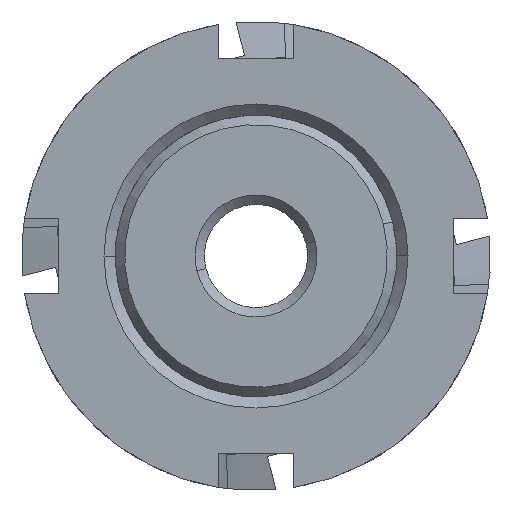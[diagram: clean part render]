
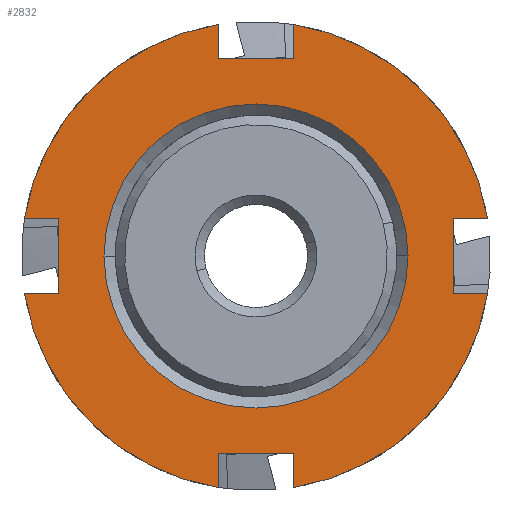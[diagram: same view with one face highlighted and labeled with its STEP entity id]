
A CAD part, front view. The second image highlights one B-rep face of the part: STEP entity #2832.
In plain terms, the highlighted planar face has unit normal (0, -1, 0).
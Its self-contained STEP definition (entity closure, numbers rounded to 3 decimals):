
#22 = VECTOR ( 'NONE', #441, 1000. ) ;
#41 = LINE ( 'NONE', #191, #1169 ) ;
#42 = EDGE_CURVE ( 'NONE', #3340, #1692, #1663, .T. ) ;
#64 = ORIENTED_EDGE ( 'NONE', *, *, #2083, .F. ) ;
#78 = DIRECTION ( 'NONE',  ( 0., 1., 0. ) ) ;
#90 = DIRECTION ( 'NONE',  ( -1., 0., 0. ) ) ;
#94 = EDGE_CURVE ( 'NONE', #844, #3342, #2917, .T. ) ;
#118 = EDGE_CURVE ( 'NONE', #2217, #1895, #1747, .T. ) ;
#119 = CARTESIAN_POINT ( 'NONE',  ( -12.339, -7.269, -2. ) ) ;
#150 = VERTEX_POINT ( 'NONE', #2154 ) ;
#162 = DIRECTION ( 'NONE',  ( -1., 0., 0. ) ) ;
#191 = CARTESIAN_POINT ( 'NONE',  ( 8.1, -7.269, 2. ) ) ;
#201 = CARTESIAN_POINT ( 'NONE',  ( -2., -7.269, -10.5 ) ) ;
#223 = ORIENTED_EDGE ( 'NONE', *, *, #1028, .T. ) ;
#267 = CARTESIAN_POINT ( 'NONE',  ( -10.5, -7.269, 2. ) ) ;
#281 = AXIS2_PLACEMENT_3D ( 'NONE', #1367, #3444, #162 ) ;
#291 = CARTESIAN_POINT ( 'NONE',  ( 2., -7.269, 0. ) ) ;
#300 = VERTEX_POINT ( 'NONE', #1582 ) ;
#352 = ORIENTED_EDGE ( 'NONE', *, *, #94, .T. ) ;
#421 = CARTESIAN_POINT ( 'NONE',  ( 0., -7.269, 0. ) ) ;
#434 = VERTEX_POINT ( 'NONE', #1035 ) ;
#441 = DIRECTION ( 'NONE',  ( 1., 0., 0. ) ) ;
#536 = CARTESIAN_POINT ( 'NONE',  ( -10.5, -7.269, 0. ) ) ;
#593 = LINE ( 'NONE', #1508, #2064 ) ;
#602 = ORIENTED_EDGE ( 'NONE', *, *, #118, .F. ) ;
#607 = ORIENTED_EDGE ( 'NONE', *, *, #842, .T. ) ;
#618 = DIRECTION ( 'NONE',  ( 0., 0., -1. ) ) ;
#623 = CARTESIAN_POINT ( 'NONE',  ( 8.1, -7.269, 2. ) ) ;
#641 = CIRCLE ( 'NONE', #2854, 8.1 ) ;
#648 = CARTESIAN_POINT ( 'NONE',  ( -2., -7.269, 0. ) ) ;
#702 = VECTOR ( 'NONE', #1462, 1000. ) ;
#705 = VERTEX_POINT ( 'NONE', #267 ) ;
#771 = AXIS2_PLACEMENT_3D ( 'NONE', #2760, #78, #90 ) ;
#784 = DIRECTION ( 'NONE',  ( 0., 1., 0. ) ) ;
#814 = CARTESIAN_POINT ( 'NONE',  ( 0., -7.269, 0. ) ) ;
#834 = PLANE ( 'NONE',  #3401 ) ;
#842 = EDGE_CURVE ( 'NONE', #1604, #150, #1488, .T. ) ;
#843 = VERTEX_POINT ( 'NONE', #1780 ) ;
#844 = VERTEX_POINT ( 'NONE', #1182 ) ;
#852 = EDGE_CURVE ( 'NONE', #844, #2781, #1806, .T. ) ;
#857 = CARTESIAN_POINT ( 'NONE',  ( -2., -7.269, 10.5 ) ) ;
#880 = ORIENTED_EDGE ( 'NONE', *, *, #1962, .T. ) ;
#891 = DIRECTION ( 'NONE',  ( -1., 0., 0. ) ) ;
#899 = CARTESIAN_POINT ( 'NONE',  ( -2., -7.269, -12.339 ) ) ;
#907 = DIRECTION ( 'NONE',  ( -1., 0., 0. ) ) ;
#950 = LINE ( 'NONE', #536, #2274 ) ;
#1028 = EDGE_CURVE ( 'NONE', #2357, #300, #3550, .T. ) ;
#1035 = CARTESIAN_POINT ( 'NONE',  ( -2., -7.269, 12.339 ) ) ;
#1050 = EDGE_CURVE ( 'NONE', #705, #843, #41, .T. ) ;
#1077 = DIRECTION ( 'NONE',  ( 0., 1., 0. ) ) ;
#1113 = CIRCLE ( 'NONE', #2416, 12.5 ) ;
#1130 = CARTESIAN_POINT ( 'NONE',  ( 8.1, -7.269, 0. ) ) ;
#1134 = CIRCLE ( 'NONE', #281, 12.5 ) ;
#1143 = ORIENTED_EDGE ( 'NONE', *, *, #1517, .F. ) ;
#1152 = ORIENTED_EDGE ( 'NONE', *, *, #3000, .F. ) ;
#1155 = EDGE_CURVE ( 'NONE', #2781, #2217, #3758, .T. ) ;
#1169 = VECTOR ( 'NONE', #2882, 1000. ) ;
#1182 = CARTESIAN_POINT ( 'NONE',  ( 2., -7.269, -10.5 ) ) ;
#1212 = VECTOR ( 'NONE', #891, 1000. ) ;
#1218 = DIRECTION ( 'NONE',  ( -1., 0., 0. ) ) ;
#1220 = EDGE_CURVE ( 'NONE', #2354, #3640, #3223, .T. ) ;
#1314 = EDGE_CURVE ( 'NONE', #3296, #705, #950, .T. ) ;
#1330 = ORIENTED_EDGE ( 'NONE', *, *, #42, .F. ) ;
#1365 = DIRECTION ( 'NONE',  ( 0., 0., 1. ) ) ;
#1367 = CARTESIAN_POINT ( 'NONE',  ( 0., -7.269, 0. ) ) ;
#1462 = DIRECTION ( 'NONE',  ( 0., 0., 1. ) ) ;
#1465 = CARTESIAN_POINT ( 'NONE',  ( 0., -7.269, 0. ) ) ;
#1488 = LINE ( 'NONE', #623, #2982 ) ;
#1501 = CARTESIAN_POINT ( 'NONE',  ( 8.1, -7.269, -2. ) ) ;
#1508 = CARTESIAN_POINT ( 'NONE',  ( 8.1, -7.269, -2. ) ) ;
#1517 = EDGE_CURVE ( 'NONE', #3640, #3342, #2044, .T. ) ;
#1577 = AXIS2_PLACEMENT_3D ( 'NONE', #814, #784, #3190 ) ;
#1582 = CARTESIAN_POINT ( 'NONE',  ( -8.1, -7.269, 0. ) ) ;
#1604 = VERTEX_POINT ( 'NONE', #3363 ) ;
#1606 = LINE ( 'NONE', #3733, #22 ) ;
#1615 = CARTESIAN_POINT ( 'NONE',  ( 2., -7.269, 10.5 ) ) ;
#1627 = VECTOR ( 'NONE', #2840, 1000. ) ;
#1647 = CARTESIAN_POINT ( 'NONE',  ( 10.5, -7.269, 0. ) ) ;
#1663 = LINE ( 'NONE', #291, #702 ) ;
#1692 = VERTEX_POINT ( 'NONE', #3714 ) ;
#1720 = EDGE_CURVE ( 'NONE', #843, #434, #1134, .T. ) ;
#1735 = ORIENTED_EDGE ( 'NONE', *, *, #1314, .F. ) ;
#1744 = ORIENTED_EDGE ( 'NONE', *, *, #2907, .T. ) ;
#1747 = CIRCLE ( 'NONE', #3075, 12.5 ) ;
#1780 = CARTESIAN_POINT ( 'NONE',  ( -12.339, -7.269, 2. ) ) ;
#1806 = LINE ( 'NONE', #3598, #1212 ) ;
#1839 = FACE_BOUND ( 'NONE', #2869, .T. ) ;
#1895 = VERTEX_POINT ( 'NONE', #119 ) ;
#1962 = EDGE_CURVE ( 'NONE', #3518, #434, #3407, .T. ) ;
#2030 = EDGE_LOOP ( 'NONE', ( #2968, #1735, #1744, #602, #3522, #2631, #352, #1143, #2666, #64, #607, #3436, #1330, #1152, #880, #3627 ) ) ;
#2044 = CIRCLE ( 'NONE', #771, 12.5 ) ;
#2064 = VECTOR ( 'NONE', #2989, 1000. ) ;
#2083 = EDGE_CURVE ( 'NONE', #1604, #2354, #3496, .T. ) ;
#2127 = CARTESIAN_POINT ( 'NONE',  ( 10.5, -7.269, -2. ) ) ;
#2154 = CARTESIAN_POINT ( 'NONE',  ( 12.339, -7.269, 2. ) ) ;
#2162 = FACE_OUTER_BOUND ( 'NONE', #2030, .T. ) ;
#2217 = VERTEX_POINT ( 'NONE', #899 ) ;
#2274 = VECTOR ( 'NONE', #2639, 1000. ) ;
#2305 = DIRECTION ( 'NONE',  ( 0., 1., 0. ) ) ;
#2354 = VERTEX_POINT ( 'NONE', #2127 ) ;
#2357 = VERTEX_POINT ( 'NONE', #3369 ) ;
#2387 = DIRECTION ( 'NONE',  ( 1., 0., 0. ) ) ;
#2416 = AXIS2_PLACEMENT_3D ( 'NONE', #1465, #2305, #3517 ) ;
#2436 = CARTESIAN_POINT ( 'NONE',  ( 0., -7.269, 0. ) ) ;
#2576 = CARTESIAN_POINT ( 'NONE',  ( -2., -7.269, 0. ) ) ;
#2631 = ORIENTED_EDGE ( 'NONE', *, *, #852, .F. ) ;
#2639 = DIRECTION ( 'NONE',  ( 0., 0., 1. ) ) ;
#2651 = VECTOR ( 'NONE', #3662, 1000. ) ;
#2666 = ORIENTED_EDGE ( 'NONE', *, *, #1220, .F. ) ;
#2760 = CARTESIAN_POINT ( 'NONE',  ( 0., -7.269, 0. ) ) ;
#2770 = EDGE_CURVE ( 'NONE', #1692, #150, #1113, .T. ) ;
#2781 = VERTEX_POINT ( 'NONE', #201 ) ;
#2832 = ADVANCED_FACE ( 'NONE', ( #1839, #2162 ), #834, .F. ) ;
#2840 = DIRECTION ( 'NONE',  ( 0., 0., -1. ) ) ;
#2854 = AXIS2_PLACEMENT_3D ( 'NONE', #421, #1077, #3394 ) ;
#2869 = EDGE_LOOP ( 'NONE', ( #3242, #223 ) ) ;
#2882 = DIRECTION ( 'NONE',  ( -1., 0., 0. ) ) ;
#2893 = VECTOR ( 'NONE', #1365, 1000. ) ;
#2907 = EDGE_CURVE ( 'NONE', #3296, #1895, #593, .T. ) ;
#2911 = DIRECTION ( 'NONE',  ( 0., 1., 0. ) ) ;
#2917 = LINE ( 'NONE', #3590, #3531 ) ;
#2938 = VECTOR ( 'NONE', #3312, 1000. ) ;
#2968 = ORIENTED_EDGE ( 'NONE', *, *, #1050, .F. ) ;
#2982 = VECTOR ( 'NONE', #2387, 1000. ) ;
#2989 = DIRECTION ( 'NONE',  ( -1., 0., 0. ) ) ;
#3000 = EDGE_CURVE ( 'NONE', #3518, #3340, #1606, .T. ) ;
#3018 = EDGE_CURVE ( 'NONE', #300, #2357, #641, .T. ) ;
#3075 = AXIS2_PLACEMENT_3D ( 'NONE', #2436, #3311, #1218 ) ;
#3190 = DIRECTION ( 'NONE',  ( -1., 0., 0. ) ) ;
#3223 = LINE ( 'NONE', #1501, #2651 ) ;
#3242 = ORIENTED_EDGE ( 'NONE', *, *, #3018, .T. ) ;
#3296 = VERTEX_POINT ( 'NONE', #3692 ) ;
#3311 = DIRECTION ( 'NONE',  ( 0., 1., 0. ) ) ;
#3312 = DIRECTION ( 'NONE',  ( 0., 0., -1. ) ) ;
#3340 = VERTEX_POINT ( 'NONE', #1615 ) ;
#3342 = VERTEX_POINT ( 'NONE', #3717 ) ;
#3363 = CARTESIAN_POINT ( 'NONE',  ( 10.5, -7.269, 2. ) ) ;
#3369 = CARTESIAN_POINT ( 'NONE',  ( 8.1, -7.269, 0. ) ) ;
#3394 = DIRECTION ( 'NONE',  ( -1., 0., 0. ) ) ;
#3401 = AXIS2_PLACEMENT_3D ( 'NONE', #1130, #2911, #907 ) ;
#3407 = LINE ( 'NONE', #2576, #2893 ) ;
#3436 = ORIENTED_EDGE ( 'NONE', *, *, #2770, .F. ) ;
#3444 = DIRECTION ( 'NONE',  ( 0., 1., 0. ) ) ;
#3496 = LINE ( 'NONE', #1647, #1627 ) ;
#3517 = DIRECTION ( 'NONE',  ( -1., 0., 0. ) ) ;
#3518 = VERTEX_POINT ( 'NONE', #857 ) ;
#3522 = ORIENTED_EDGE ( 'NONE', *, *, #1155, .F. ) ;
#3531 = VECTOR ( 'NONE', #618, 1000. ) ;
#3550 = CIRCLE ( 'NONE', #1577, 8.1 ) ;
#3562 = CARTESIAN_POINT ( 'NONE',  ( 12.339, -7.269, -2. ) ) ;
#3590 = CARTESIAN_POINT ( 'NONE',  ( 2., -7.269, 0. ) ) ;
#3598 = CARTESIAN_POINT ( 'NONE',  ( 0., -7.269, -10.5 ) ) ;
#3627 = ORIENTED_EDGE ( 'NONE', *, *, #1720, .F. ) ;
#3640 = VERTEX_POINT ( 'NONE', #3562 ) ;
#3662 = DIRECTION ( 'NONE',  ( 1., 0., 0. ) ) ;
#3692 = CARTESIAN_POINT ( 'NONE',  ( -10.5, -7.269, -2. ) ) ;
#3714 = CARTESIAN_POINT ( 'NONE',  ( 2., -7.269, 12.339 ) ) ;
#3717 = CARTESIAN_POINT ( 'NONE',  ( 2., -7.269, -12.339 ) ) ;
#3733 = CARTESIAN_POINT ( 'NONE',  ( 0., -7.269, 10.5 ) ) ;
#3758 = LINE ( 'NONE', #648, #2938 ) ;
